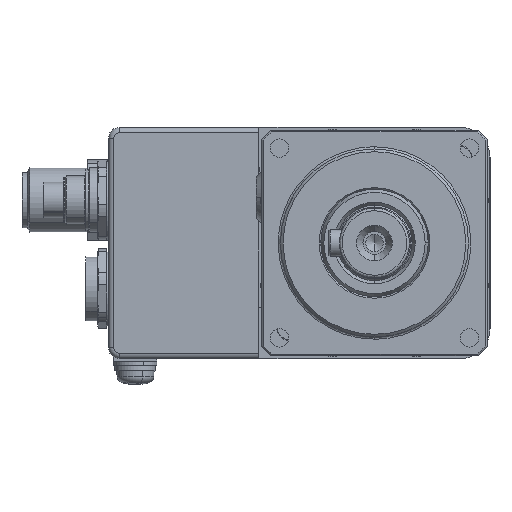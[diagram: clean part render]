
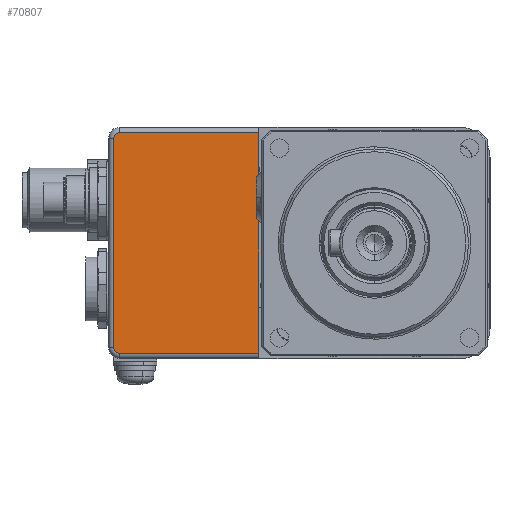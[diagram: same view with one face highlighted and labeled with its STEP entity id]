
A CAD part, left-side view. The second image highlights one B-rep face of the part: STEP entity #70807.
In plain terms, the highlighted planar face has unit normal (-1, 0, 0).
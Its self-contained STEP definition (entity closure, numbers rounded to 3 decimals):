
#1346 = EDGE_LOOP ( 'NONE', ( #59219, #124533, #43925, #45018, #62325, #123331 ) ) ;
#6047 = CARTESIAN_POINT ( 'NONE',  ( -46., 43., -42. ) ) ;
#7568 = VECTOR ( 'NONE', #68082, 1000. ) ;
#8095 = LINE ( 'NONE', #34436, #67963 ) ;
#16899 = DIRECTION ( 'NONE',  ( 0., 0., -1. ) ) ;
#17037 = DIRECTION ( 'NONE',  ( -1., 0., 0. ) ) ;
#17211 = EDGE_CURVE ( 'NONE', #56610, #26880, #55576, .T. ) ;
#17596 = VERTEX_POINT ( 'NONE', #125553 ) ;
#20796 = CARTESIAN_POINT ( 'NONE',  ( -46., 69., -1. ) ) ;
#23706 = EDGE_CURVE ( 'NONE', #53131, #56610, #130124, .T. ) ;
#25477 = DIRECTION ( 'NONE',  ( 1., 0., 0. ) ) ;
#26880 = VERTEX_POINT ( 'NONE', #52151 ) ;
#26990 = CARTESIAN_POINT ( 'NONE',  ( -46., 70., 0. ) ) ;
#27832 = CARTESIAN_POINT ( 'NONE',  ( -46., 43., -42. ) ) ;
#31554 = VECTOR ( 'NONE', #92328, 1000. ) ;
#32655 = EDGE_CURVE ( 'NONE', #17596, #45596, #8095, .T. ) ;
#33628 = CARTESIAN_POINT ( 'NONE',  ( -46., 69., -2. ) ) ;
#34436 = CARTESIAN_POINT ( 'NONE',  ( -46., 43., 0. ) ) ;
#35131 = LINE ( 'NONE', #6047, #7568 ) ;
#39125 = CARTESIAN_POINT ( 'NONE',  ( -46., 70., -2. ) ) ;
#39443 = EDGE_CURVE ( 'NONE', #119814, #45596, #35131, .T. ) ;
#43925 = ORIENTED_EDGE ( 'NONE', *, *, #32655, .F. ) ;
#43961 = CIRCLE ( 'NONE', #61887, 1. ) ;
#45018 = ORIENTED_EDGE ( 'NONE', *, *, #82032, .T. ) ;
#45596 = VERTEX_POINT ( 'NONE', #27832 ) ;
#52151 = CARTESIAN_POINT ( 'NONE',  ( -46., 70., -41. ) ) ;
#53131 = VERTEX_POINT ( 'NONE', #20796 ) ;
#55576 = LINE ( 'NONE', #26990, #126898 ) ;
#56610 = VERTEX_POINT ( 'NONE', #39125 ) ;
#59219 = ORIENTED_EDGE ( 'NONE', *, *, #119674, .T. ) ;
#59692 = CARTESIAN_POINT ( 'NONE',  ( -46., 0., -1. ) ) ;
#60772 = AXIS2_PLACEMENT_3D ( 'NONE', #33628, #106003, #112757 ) ;
#61887 = AXIS2_PLACEMENT_3D ( 'NONE', #111066, #17037, #89932 ) ;
#62325 = ORIENTED_EDGE ( 'NONE', *, *, #23706, .T. ) ;
#67529 = CARTESIAN_POINT ( 'NONE',  ( -46., 0., 0. ) ) ;
#67963 = VECTOR ( 'NONE', #105486, 1000. ) ;
#68082 = DIRECTION ( 'NONE',  ( 0., -1., 0. ) ) ;
#70807 = ADVANCED_FACE ( 'NONE', ( #91810 ), #98314, .F. ) ;
#82032 = EDGE_CURVE ( 'NONE', #17596, #53131, #115801, .T. ) ;
#89932 = DIRECTION ( 'NONE',  ( 0., 0., -1. ) ) ;
#90787 = AXIS2_PLACEMENT_3D ( 'NONE', #67529, #25477, #16899 ) ;
#91810 = FACE_OUTER_BOUND ( 'NONE', #1346, .T. ) ;
#92328 = DIRECTION ( 'NONE',  ( 0., 1., 0. ) ) ;
#98314 = PLANE ( 'NONE',  #90787 ) ;
#103392 = CARTESIAN_POINT ( 'NONE',  ( -46., 69., -42. ) ) ;
#105486 = DIRECTION ( 'NONE',  ( 0., 0., -1. ) ) ;
#106003 = DIRECTION ( 'NONE',  ( -1., 0., 0. ) ) ;
#111066 = CARTESIAN_POINT ( 'NONE',  ( -46., 69., -41. ) ) ;
#112757 = DIRECTION ( 'NONE',  ( 0., 0., -1. ) ) ;
#115801 = LINE ( 'NONE', #59692, #31554 ) ;
#119285 = DIRECTION ( 'NONE',  ( 0., 0., -1. ) ) ;
#119674 = EDGE_CURVE ( 'NONE', #26880, #119814, #43961, .T. ) ;
#119814 = VERTEX_POINT ( 'NONE', #103392 ) ;
#123331 = ORIENTED_EDGE ( 'NONE', *, *, #17211, .T. ) ;
#124533 = ORIENTED_EDGE ( 'NONE', *, *, #39443, .T. ) ;
#125553 = CARTESIAN_POINT ( 'NONE',  ( -46., 43., -1. ) ) ;
#126898 = VECTOR ( 'NONE', #119285, 1000. ) ;
#130124 = CIRCLE ( 'NONE', #60772, 1. ) ;
